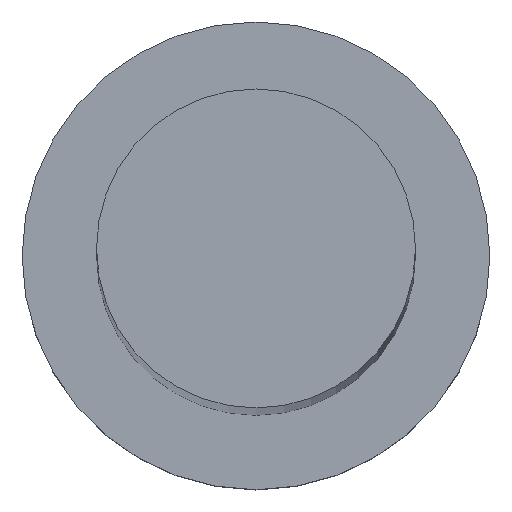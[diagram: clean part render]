
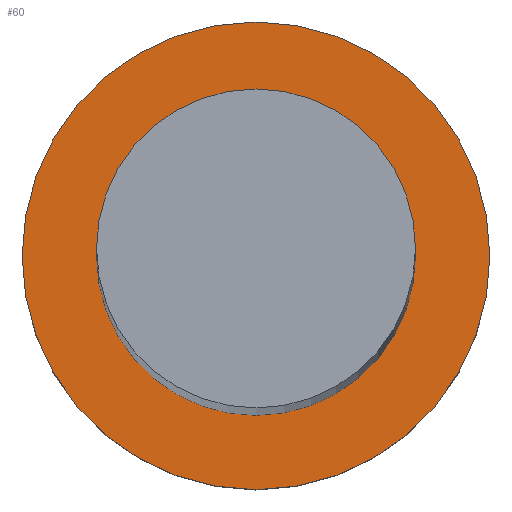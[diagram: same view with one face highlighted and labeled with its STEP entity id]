
A CAD part, top view. The second image highlights one B-rep face of the part: STEP entity #60.
In plain terms, the highlighted planar face has unit normal (0, 0, 1).
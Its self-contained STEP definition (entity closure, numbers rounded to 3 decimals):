
#2 = CIRCLE ( 'NONE', #105, 7.5 ) ;
#5 = CARTESIAN_POINT ( 'NONE',  ( 0., 0., 7. ) ) ;
#9 = ORIENTED_EDGE ( 'NONE', *, *, #170, .F. ) ;
#16 = VERTEX_POINT ( 'NONE', #161 ) ;
#21 = DIRECTION ( 'NONE',  ( 1., 0., 0. ) ) ;
#22 = EDGE_CURVE ( 'NONE', #83, #215, #206, .T. ) ;
#30 = ORIENTED_EDGE ( 'NONE', *, *, #131, .F. ) ;
#42 = FACE_BOUND ( 'NONE', #45, .T. ) ;
#44 = AXIS2_PLACEMENT_3D ( 'NONE', #5, #62, #139 ) ;
#45 = EDGE_LOOP ( 'NONE', ( #30, #9 ) ) ;
#48 = CARTESIAN_POINT ( 'NONE',  ( -11., 0., 7. ) ) ;
#50 = AXIS2_PLACEMENT_3D ( 'NONE', #199, #244, #236 ) ;
#56 = DIRECTION ( 'NONE',  ( 1., 0., 0. ) ) ;
#58 = CARTESIAN_POINT ( 'NONE',  ( 7.5, 0., 7. ) ) ;
#60 = ADVANCED_FACE ( 'NONE', ( #42, #183 ), #201, .T. ) ;
#62 = DIRECTION ( 'NONE',  ( 0., 0., 1. ) ) ;
#64 = EDGE_LOOP ( 'NONE', ( #166, #120 ) ) ;
#75 = CARTESIAN_POINT ( 'NONE',  ( 11., 0., 7. ) ) ;
#83 = VERTEX_POINT ( 'NONE', #75 ) ;
#103 = CIRCLE ( 'NONE', #237, 7.5 ) ;
#105 = AXIS2_PLACEMENT_3D ( 'NONE', #154, #165, #21 ) ;
#112 = AXIS2_PLACEMENT_3D ( 'NONE', #134, #126, #145 ) ;
#120 = ORIENTED_EDGE ( 'NONE', *, *, #22, .T. ) ;
#126 = DIRECTION ( 'NONE',  ( 0., 0., 1. ) ) ;
#131 = EDGE_CURVE ( 'NONE', #16, #196, #103, .T. ) ;
#134 = CARTESIAN_POINT ( 'NONE',  ( 0., 0., 7. ) ) ;
#139 = DIRECTION ( 'NONE',  ( 1., 0., 0. ) ) ;
#145 = DIRECTION ( 'NONE',  ( 1., 0., 0. ) ) ;
#152 = CARTESIAN_POINT ( 'NONE',  ( 0., 0., 7. ) ) ;
#154 = CARTESIAN_POINT ( 'NONE',  ( 0., 0., 7. ) ) ;
#161 = CARTESIAN_POINT ( 'NONE',  ( -7.5, 0., 7. ) ) ;
#165 = DIRECTION ( 'NONE',  ( 0., 0., 1. ) ) ;
#166 = ORIENTED_EDGE ( 'NONE', *, *, #219, .T. ) ;
#170 = EDGE_CURVE ( 'NONE', #196, #16, #2, .T. ) ;
#183 = FACE_OUTER_BOUND ( 'NONE', #64, .T. ) ;
#192 = CIRCLE ( 'NONE', #112, 11. ) ;
#196 = VERTEX_POINT ( 'NONE', #58 ) ;
#199 = CARTESIAN_POINT ( 'NONE',  ( 0., 0., 7. ) ) ;
#201 = PLANE ( 'NONE',  #50 ) ;
#206 = CIRCLE ( 'NONE', #44, 11. ) ;
#215 = VERTEX_POINT ( 'NONE', #48 ) ;
#219 = EDGE_CURVE ( 'NONE', #215, #83, #192, .T. ) ;
#223 = DIRECTION ( 'NONE',  ( 0., 0., 1. ) ) ;
#236 = DIRECTION ( 'NONE',  ( 1., 0., 0. ) ) ;
#237 = AXIS2_PLACEMENT_3D ( 'NONE', #152, #223, #56 ) ;
#244 = DIRECTION ( 'NONE',  ( 0., 0., 1. ) ) ;
